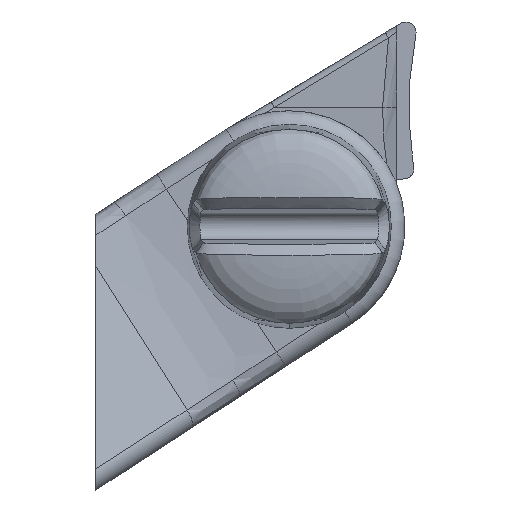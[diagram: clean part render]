
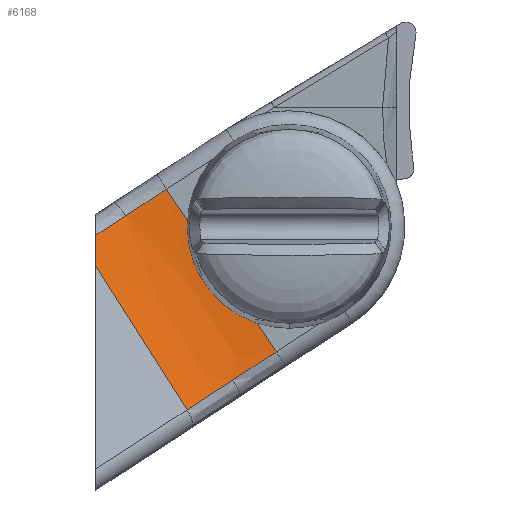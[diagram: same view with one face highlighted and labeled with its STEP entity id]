
A CAD part, left-side view. The second image highlights one B-rep face of the part: STEP entity #6168.
In plain terms, the highlighted free-form (B-spline) face has degree [3, 3] with [4, 9] control points.
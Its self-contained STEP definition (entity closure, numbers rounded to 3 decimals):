
#3604=CARTESIAN_POINT('',(-8.418,-67.046,
49.045));
#3605=CARTESIAN_POINT('',(-8.421,-66.883,
49.289));
#3606=CARTESIAN_POINT('',(-8.425,-66.359,
50.079));
#3607=CARTESIAN_POINT('',(-8.426,-65.468,
51.451));
#3608=CARTESIAN_POINT('',(-8.407,-64.372,
53.176));
#3609=CARTESIAN_POINT('',(-8.375,-63.424,
54.705));
#3610=CARTESIAN_POINT('',(-8.35,-62.843,
55.654));
#3611=CARTESIAN_POINT('',(-8.34,-62.631,
56.003));
#3620=CARTESIAN_POINT('',(-8.064,-62.631,
57.518));
#3621=CARTESIAN_POINT('',(-8.091,-62.631,
57.349));
#3622=CARTESIAN_POINT('',(-8.149,-62.631,
57.01));
#3623=CARTESIAN_POINT('',(-8.241,-62.631,
56.506));
#3624=CARTESIAN_POINT('',(-8.306,-62.631,
56.171));
#3625=CARTESIAN_POINT('',(-8.34,-62.631,
56.003));
#3627=CARTESIAN_POINT('',(-7.687,-64.068,
58.451));
#3628=CARTESIAN_POINT('',(-7.721,-63.891,
58.336));
#3629=CARTESIAN_POINT('',(-7.797,-63.536,
58.105));
#3630=CARTESIAN_POINT('',(-7.926,-63.057,
57.795));
#3631=CARTESIAN_POINT('',(-8.021,-62.757,
57.6));
#3632=CARTESIAN_POINT('',(-8.064,-62.631,
57.518));
#3634=CARTESIAN_POINT('',(-7.5,-66.051,
59.737));
#3635=CARTESIAN_POINT('',(-7.5,-65.829,
59.594));
#3636=CARTESIAN_POINT('',(-7.514,-65.387,
59.306));
#3637=CARTESIAN_POINT('',(-7.576,-64.725,
58.877));
#3638=CARTESIAN_POINT('',(-7.646,-64.287,
58.592));
#3639=CARTESIAN_POINT('',(-7.687,-64.068,
58.451));
#3641=CARTESIAN_POINT('',(-7.5,-71.374,
51.864));
#3642=CARTESIAN_POINT('',(-7.5,-70.809,
52.758));
#3643=CARTESIAN_POINT('',(-7.5,-69.658,
54.531));
#3644=CARTESIAN_POINT('',(-7.5,-67.886,
57.142));
#3645=CARTESIAN_POINT('',(-7.5,-66.666,
58.873));
#3646=CARTESIAN_POINT('',(-7.5,-66.051,
59.737));
#3648=CARTESIAN_POINT('',(-7.713,-69.261,
50.488));
#3649=CARTESIAN_POINT('',(-7.666,-69.494,
50.639));
#3650=CARTESIAN_POINT('',(-7.587,-69.961,
50.944));
#3651=CARTESIAN_POINT('',(-7.516,-70.667,
51.403));
#3652=CARTESIAN_POINT('',(-7.5,-71.138,
51.71));
#3653=CARTESIAN_POINT('',(-7.5,-71.374,
51.864));
#3655=CARTESIAN_POINT('',(-8.418,-67.046,
49.045));
#3656=CARTESIAN_POINT('',(-8.341,-67.223,
49.16));
#3657=CARTESIAN_POINT('',(-8.193,-67.582,
49.394));
#3658=CARTESIAN_POINT('',(-8.003,-68.131,
49.751));
#3659=CARTESIAN_POINT('',(-7.84,-68.691,
50.116));
#3660=CARTESIAN_POINT('',(-7.752,-69.07,
50.363));
#3661=CARTESIAN_POINT('',(-7.713,-69.261,
50.488));
#3673=CARTESIAN_POINT('',(-7.687,-64.068,
58.451));
#3719=CARTESIAN_POINT('',(-7.713,-69.261,
50.488));
#4712=CARTESIAN_POINT('',(-7.5,-66.051,
59.737));
#4713=VERTEX_POINT('',#4712);
#4714=VERTEX_POINT('',#3641);
#4715=VERTEX_POINT('',#3719);
#4718=VERTEX_POINT('',#3673);
#4719=VERTEX_POINT('',#3655);
#4804=VERTEX_POINT('',#3620);
#4805=VERTEX_POINT('',#3625);
#6117=CARTESIAN_POINT('',(-7.5,-71.571,
51.741));
#6118=CARTESIAN_POINT('',(-7.5,-71.376,
52.033));
#6119=CARTESIAN_POINT('',(-7.5,-70.806,
52.892));
#6120=CARTESIAN_POINT('',(-7.5,-69.855,
54.354));
#6121=CARTESIAN_POINT('',(-7.5,-68.723,
56.14));
#6122=CARTESIAN_POINT('',(-7.502,-67.563,
58.016));
#6123=CARTESIAN_POINT('',(-7.504,-66.727,
59.4));
#6124=CARTESIAN_POINT('',(-7.506,-66.269,
60.167));
#6125=CARTESIAN_POINT('',(-7.506,-66.204,
60.275));
#6126=CARTESIAN_POINT('',(-7.488,-70.027,
50.769));
#6127=CARTESIAN_POINT('',(-7.489,-69.835,
51.056));
#6128=CARTESIAN_POINT('',(-7.492,-69.272,
51.904));
#6129=CARTESIAN_POINT('',(-7.491,-68.333,
53.347));
#6130=CARTESIAN_POINT('',(-7.485,-67.215,
55.113));
#6131=CARTESIAN_POINT('',(-7.473,-66.068,
56.971));
#6132=CARTESIAN_POINT('',(-7.461,-65.239,
58.345));
#6133=CARTESIAN_POINT('',(-7.454,-64.784,
59.109));
#6134=CARTESIAN_POINT('',(-7.453,-64.72,
59.216));
#6135=CARTESIAN_POINT('',(-7.805,-68.507,
49.811));
#6136=CARTESIAN_POINT('',(-7.807,-68.318,
50.095));
#6137=CARTESIAN_POINT('',(-7.812,-67.762,
50.932));
#6138=CARTESIAN_POINT('',(-7.812,-66.836,
52.356));
#6139=CARTESIAN_POINT('',(-7.799,-65.73,
54.101));
#6140=CARTESIAN_POINT('',(-7.773,-64.593,
55.94));
#6141=CARTESIAN_POINT('',(-7.748,-63.77,
57.303));
#6142=CARTESIAN_POINT('',(-7.732,-63.316,
58.062));
#6143=CARTESIAN_POINT('',(-7.73,-63.253,
58.168));
#6144=CARTESIAN_POINT('',(-8.441,-67.061,
48.899));
#6145=CARTESIAN_POINT('',(-8.444,-66.874,
49.18));
#6146=CARTESIAN_POINT('',(-8.452,-66.326,
50.006));
#6147=CARTESIAN_POINT('',(-8.451,-65.411,
51.413));
#6148=CARTESIAN_POINT('',(-8.432,-64.316,
53.138));
#6149=CARTESIAN_POINT('',(-8.393,-63.187,
54.957));
#6150=CARTESIAN_POINT('',(-8.355,-62.366,
56.308));
#6151=CARTESIAN_POINT('',(-8.331,-61.913,
57.061));
#6152=CARTESIAN_POINT('',(-8.327,-61.85,
57.167));
#6153=(BOUNDED_SURFACE()B_SPLINE_SURFACE(3,3,((#6117,#6118,#6119,#6120,#6121,
#6122,#6123,#6124,#6125),(#6126,#6127,#6128,#6129,#6130,#6131,#6132,#6133,
#6134),(#6135,#6136,#6137,#6138,#6139,#6140,#6141,#6142,#6143),(#6144,#6145,
#6146,#6147,#6148,#6149,#6150,#6151,#6152)),.UNSPECIFIED.,.F.,.F.,.F.)B_SPLINE_SURFACE_WITH_KNOTS((4,4),(4,1,1,1,1,1,4),(0.,1.),(0.,0.104,
0.306,0.518,0.733,0.963,1.),
.UNSPECIFIED.)GEOMETRIC_REPRESENTATION_ITEM()RATIONAL_B_SPLINE_SURFACE(((
1.008,1.008,1.008,1.008,
1.008,1.008,1.008,1.008,
1.008),(0.997,0.997,0.997,
0.997,0.997,0.997,0.997,
0.997,0.997),(0.997,0.997,
0.997,0.997,0.997,0.997,
0.997,0.997,0.997),(1.008,
1.008,1.008,1.008,1.008,
1.008,1.008,1.008,1.008)))REPRESENTATION_ITEM('')SURFACE());
#6154=ORIENTED_EDGE('',*,*,#5560,.F.);
#6156=ORIENTED_EDGE('',*,*,#6155,.F.);
#6158=ORIENTED_EDGE('',*,*,#6157,.F.);
#6160=ORIENTED_EDGE('',*,*,#6159,.F.);
#6162=ORIENTED_EDGE('',*,*,#6161,.F.);
#6164=ORIENTED_EDGE('',*,*,#6163,.F.);
#6165=ORIENTED_EDGE('',*,*,#6104,.T.);
#6166=EDGE_LOOP('',(#6154,#6156,#6158,#6160,#6162,#6164,#6165));
#6167=FACE_OUTER_BOUND('',#6166,.F.);
#3612=B_SPLINE_CURVE_WITH_KNOTS('',3,(#3604,#3605,#3606,#3607,#3608,#3609,#3610,
#3611),.UNSPECIFIED.,.F.,.F.,(4,1,1,1,1,4),(0.,0.107,
0.347,0.598,0.853,1.),.UNSPECIFIED.);
#3626=B_SPLINE_CURVE_WITH_KNOTS('',3,(#3620,#3621,#3622,#3623,#3624,#3625),
.UNSPECIFIED.,.F.,.F.,(4,1,1,4),(0.,0.333,0.667,1.),
.UNSPECIFIED.);
#3633=B_SPLINE_CURVE_WITH_KNOTS('',3,(#3627,#3628,#3629,#3630,#3631,#3632),
.UNSPECIFIED.,.F.,.F.,(4,1,1,4),(0.,0.367,0.734,1.),
.UNSPECIFIED.);
#3640=B_SPLINE_CURVE_WITH_KNOTS('',3,(#3634,#3635,#3636,#3637,#3638,#3639),
.UNSPECIFIED.,.F.,.F.,(4,1,1,4),(0.,0.334,0.667,1.),
.UNSPECIFIED.);
#3647=B_SPLINE_CURVE_WITH_KNOTS('',3,(#3641,#3642,#3643,#3644,#3645,#3646),
.UNSPECIFIED.,.F.,.F.,(4,1,1,4),(0.,0.333,0.667,1.),
.UNSPECIFIED.);
#3654=B_SPLINE_CURVE_WITH_KNOTS('',3,(#3648,#3649,#3650,#3651,#3652,#3653),
.UNSPECIFIED.,.F.,.F.,(4,1,1,4),(0.,0.333,0.667,1.),
.UNSPECIFIED.);
#3662=B_SPLINE_CURVE_WITH_KNOTS('',3,(#3655,#3656,#3657,#3658,#3659,#3660,
#3661),.UNSPECIFIED.,.F.,.F.,(4,1,1,1,4),(0.,0.247,
0.496,0.747,1.),.UNSPECIFIED.);
#5560=EDGE_CURVE('',#4804,#4805,#3626,.T.);
#6104=EDGE_CURVE('',#4719,#4805,#3612,.T.);
#6155=EDGE_CURVE('',#4718,#4804,#3633,.T.);
#6157=EDGE_CURVE('',#4713,#4718,#3640,.T.);
#6159=EDGE_CURVE('',#4714,#4713,#3647,.T.);
#6161=EDGE_CURVE('',#4715,#4714,#3654,.T.);
#6163=EDGE_CURVE('',#4719,#4715,#3662,.T.);
#6168=ADVANCED_FACE('',(#6167),#6153,.F.);
